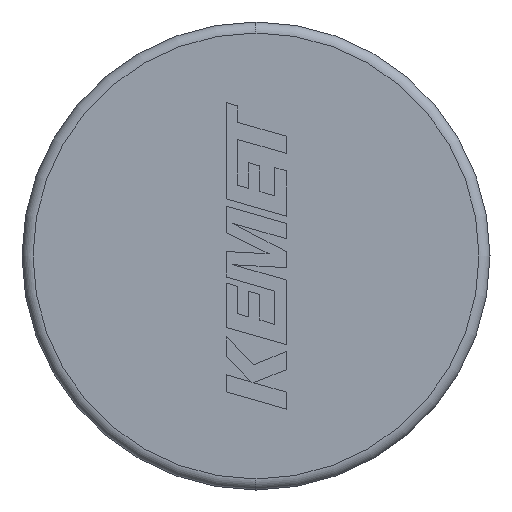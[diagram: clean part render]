
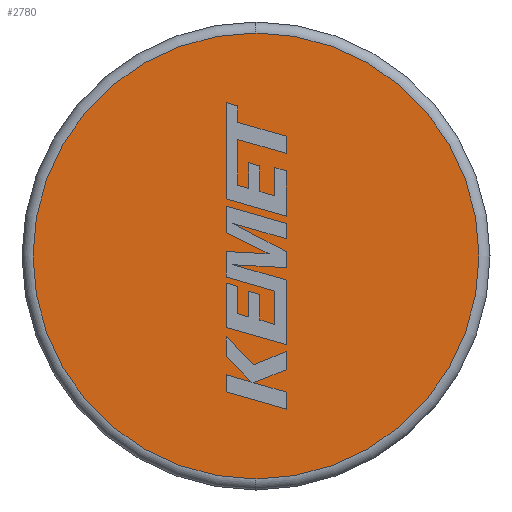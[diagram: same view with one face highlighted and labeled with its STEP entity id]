
A CAD part, left-side view. The second image highlights one B-rep face of the part: STEP entity #2780.
In plain terms, the highlighted planar face has unit normal (-1, 0, 0).
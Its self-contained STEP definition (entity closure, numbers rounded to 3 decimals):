
#9 = CARTESIAN_POINT ( 'NONE',  ( 0., 0., 0. ) ) ;
#35 = ORIENTED_EDGE ( 'NONE', *, *, #2587, .T. ) ;
#178 = EDGE_CURVE ( 'NONE', #1460, #591, #1566, .T. ) ;
#313 = DIRECTION ( 'NONE',  ( 0., 0., -1. ) ) ;
#362 = DIRECTION ( 'NONE',  ( -1., 0., 0. ) ) ;
#378 = AXIS2_PLACEMENT_3D ( 'NONE', #9, #2454, #313 ) ;
#489 = DIRECTION ( 'NONE',  ( -1., 0., 0. ) ) ;
#591 = VERTEX_POINT ( 'NONE', #1343 ) ;
#727 = EDGE_LOOP ( 'NONE', ( #3375, #35 ) ) ;
#737 = CARTESIAN_POINT ( 'NONE',  ( 0., 0., -4.05 ) ) ;
#869 = AXIS2_PLACEMENT_3D ( 'NONE', #1971, #362, #1987 ) ;
#1343 = CARTESIAN_POINT ( 'NONE',  ( 0., 0., 4.05 ) ) ;
#1460 = VERTEX_POINT ( 'NONE', #737 ) ;
#1566 = CIRCLE ( 'NONE', #3432, 4.05 ) ;
#1944 = FACE_OUTER_BOUND ( 'NONE', #727, .T. ) ;
#1971 = CARTESIAN_POINT ( 'NONE',  ( 0., 0., 0. ) ) ;
#1987 = DIRECTION ( 'NONE',  ( 0., 0., -1. ) ) ;
#2195 = CIRCLE ( 'NONE', #869, 4.05 ) ;
#2366 = DIRECTION ( 'NONE',  ( 0., 0., -1. ) ) ;
#2429 = PLANE ( 'NONE',  #378 ) ;
#2454 = DIRECTION ( 'NONE',  ( 1., 0., 0. ) ) ;
#2587 = EDGE_CURVE ( 'NONE', #591, #1460, #2195, .T. ) ;
#2780 = ADVANCED_FACE ( 'NONE', ( #1944 ), #2429, .F. ) ;
#3177 = CARTESIAN_POINT ( 'NONE',  ( 0., 0., 0. ) ) ;
#3375 = ORIENTED_EDGE ( 'NONE', *, *, #178, .T. ) ;
#3432 = AXIS2_PLACEMENT_3D ( 'NONE', #3177, #489, #2366 ) ;
